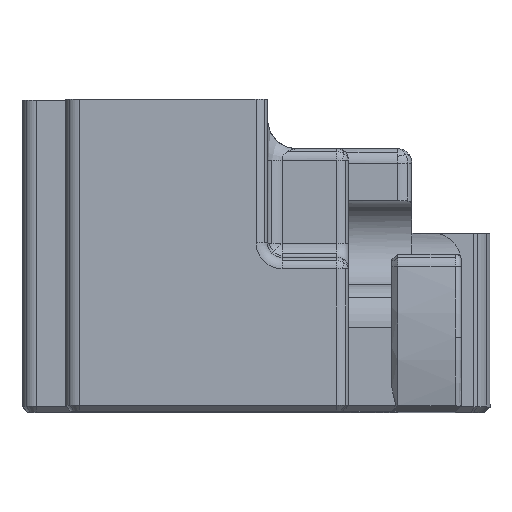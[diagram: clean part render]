
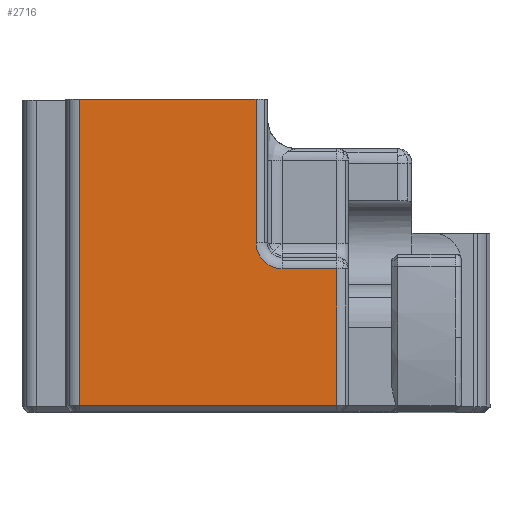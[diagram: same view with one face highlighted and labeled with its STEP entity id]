
A CAD part, top view. The second image highlights one B-rep face of the part: STEP entity #2716.
In plain terms, the highlighted planar face has unit normal (0, 0, 1).
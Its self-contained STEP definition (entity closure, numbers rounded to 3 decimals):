
#26 = EDGE_LOOP ( 'NONE', ( #2127, #2356, #1423, #2737, #7287, #2740, #2595 ) ) ;
#963 = EDGE_CURVE ( 'NONE', #4482, #10285, #3374, .T. ) ;
#1095 = VERTEX_POINT ( 'NONE', #11449 ) ;
#1217 = DIRECTION ( 'NONE',  ( 0., -1., 0. ) ) ;
#1279 = CARTESIAN_POINT ( 'NONE',  ( -53.729, 108.542, 40.967 ) ) ;
#1334 = FACE_OUTER_BOUND ( 'NONE', #26, .T. ) ;
#1411 = VECTOR ( 'NONE', #4594, 1000. ) ;
#1423 = ORIENTED_EDGE ( 'NONE', *, *, #2712, .F. ) ;
#1876 = VERTEX_POINT ( 'NONE', #10592 ) ;
#2006 = DIRECTION ( 'NONE',  ( 0., -1., 0. ) ) ;
#2127 = ORIENTED_EDGE ( 'NONE', *, *, #963, .T. ) ;
#2356 = ORIENTED_EDGE ( 'NONE', *, *, #10015, .F. ) ;
#2595 = ORIENTED_EDGE ( 'NONE', *, *, #4880, .F. ) ;
#2712 = EDGE_CURVE ( 'NONE', #10069, #1876, #6959, .T. ) ;
#2716 = ADVANCED_FACE ( 'NONE', ( #1334 ), #7149, .F. ) ;
#2737 = ORIENTED_EDGE ( 'NONE', *, *, #10405, .F. ) ;
#2740 = ORIENTED_EDGE ( 'NONE', *, *, #9864, .F. ) ;
#2856 = LINE ( 'NONE', #9431, #9590 ) ;
#3374 = LINE ( 'NONE', #12248, #7907 ) ;
#4235 = VECTOR ( 'NONE', #2006, 1000. ) ;
#4482 = VERTEX_POINT ( 'NONE', #9730 ) ;
#4485 = CARTESIAN_POINT ( 'NONE',  ( -71.829, 128.542, 40.967 ) ) ;
#4594 = DIRECTION ( 'NONE',  ( 0., 1., 0. ) ) ;
#4880 = EDGE_CURVE ( 'NONE', #4482, #8415, #2856, .T. ) ;
#5238 = CARTESIAN_POINT ( 'NONE',  ( -56.179, 116.792, 40.967 ) ) ;
#6053 = LINE ( 'NONE', #5238, #8604 ) ;
#6061 = DIRECTION ( 'NONE',  ( -1., 0., 0. ) ) ;
#6826 = EDGE_CURVE ( 'NONE', #7418, #1095, #6053, .T. ) ;
#6959 = LINE ( 'NONE', #9867, #10286 ) ;
#7018 = DIRECTION ( 'NONE',  ( 1., 0., 0. ) ) ;
#7149 = PLANE ( 'NONE',  #11491 ) ;
#7287 = ORIENTED_EDGE ( 'NONE', *, *, #6826, .F. ) ;
#7418 = VERTEX_POINT ( 'NONE', #10980 ) ;
#7538 = DIRECTION ( 'NONE',  ( 0., -1., 0. ) ) ;
#7645 = CARTESIAN_POINT ( 'NONE',  ( -71.829, 118.542, 40.967 ) ) ;
#7841 = DIRECTION ( 'NONE',  ( -0.707, -0.707, 0. ) ) ;
#7904 = DIRECTION ( 'NONE',  ( 0., 0., 1. ) ) ;
#7907 = VECTOR ( 'NONE', #8491, 1000. ) ;
#8020 = CARTESIAN_POINT ( 'NONE',  ( -57.829, 118.592, 40.967 ) ) ;
#8157 = DIRECTION ( 'NONE',  ( 0., 0., -1. ) ) ;
#8415 = VERTEX_POINT ( 'NONE', #11000 ) ;
#8491 = DIRECTION ( 'NONE',  ( -1., 0., 0. ) ) ;
#8604 = VECTOR ( 'NONE', #7018, 1000. ) ;
#9431 = CARTESIAN_POINT ( 'NONE',  ( -59.629, 129.842, 40.967 ) ) ;
#9590 = VECTOR ( 'NONE', #7538, 1000. ) ;
#9730 = CARTESIAN_POINT ( 'NONE',  ( -59.629, 128.542, 40.967 ) ) ;
#9864 = EDGE_CURVE ( 'NONE', #8415, #7418, #9886, .T. ) ;
#9867 = CARTESIAN_POINT ( 'NONE',  ( -51.029, 107.342, 40.967 ) ) ;
#9886 = CIRCLE ( 'NONE', #10299, 1.8 ) ;
#10015 = EDGE_CURVE ( 'NONE', #1876, #10285, #11541, .T. ) ;
#10069 = VERTEX_POINT ( 'NONE', #10700 ) ;
#10285 = VERTEX_POINT ( 'NONE', #4485 ) ;
#10286 = VECTOR ( 'NONE', #6061, 1000. ) ;
#10299 = AXIS2_PLACEMENT_3D ( 'NONE', #8020, #7904, #7841 ) ;
#10405 = EDGE_CURVE ( 'NONE', #1095, #10069, #12344, .T. ) ;
#10592 = CARTESIAN_POINT ( 'NONE',  ( -71.829, 107.342, 40.967 ) ) ;
#10669 = CARTESIAN_POINT ( 'NONE',  ( -54.029, 123.442, 40.967 ) ) ;
#10700 = CARTESIAN_POINT ( 'NONE',  ( -54.029, 107.342, 40.967 ) ) ;
#10980 = CARTESIAN_POINT ( 'NONE',  ( -57.829, 116.792, 40.967 ) ) ;
#11000 = CARTESIAN_POINT ( 'NONE',  ( -59.629, 118.592, 40.967 ) ) ;
#11449 = CARTESIAN_POINT ( 'NONE',  ( -54.029, 116.792, 40.967 ) ) ;
#11491 = AXIS2_PLACEMENT_3D ( 'NONE', #1279, #8157, #1217 ) ;
#11541 = LINE ( 'NONE', #7645, #1411 ) ;
#12248 = CARTESIAN_POINT ( 'NONE',  ( -56.679, 128.542, 40.967 ) ) ;
#12344 = LINE ( 'NONE', #10669, #4235 ) ;
